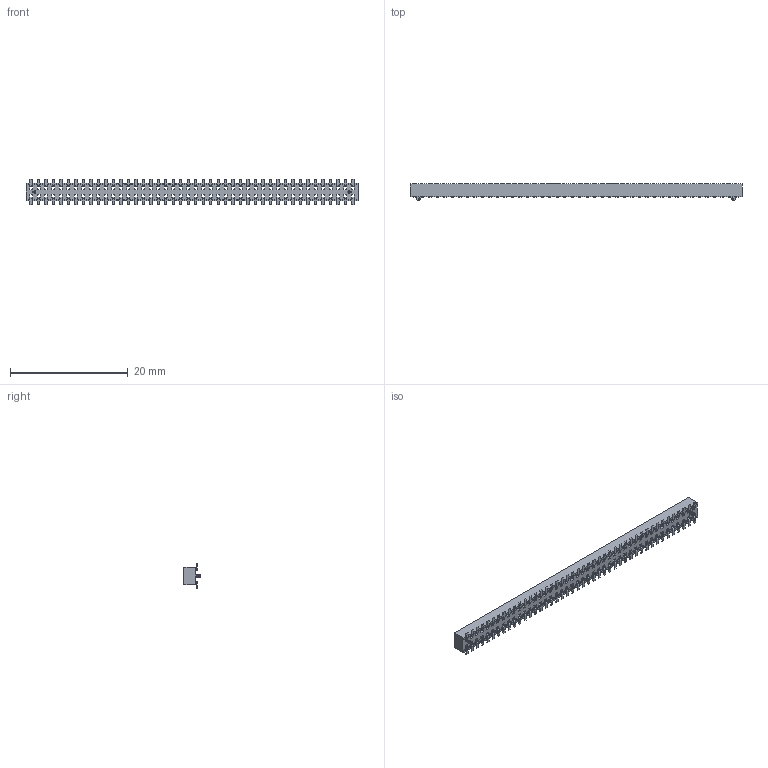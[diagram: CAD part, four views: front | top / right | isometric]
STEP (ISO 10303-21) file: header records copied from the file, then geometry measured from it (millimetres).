
FILE_DESCRIPTION( ( 'STEP AP214' ), '1' );
FILE_NAME( 'CLP-144-02-G-D-A.stp', '2020-05-04T01:39:46', ( 'License CC BY-ND 4.0' ), ( 'CADENAS' ), ' ', 'PARTsolutions', ' ' );
FILE_SCHEMA( ( 'AUTOMOTIVE_DESIGN { 1 0 10303 214 1 1 1 1 }' ) );
Length unit declared in the file: inch
Products named in the file (4): CLP-144-02-G-D-A; _CLP-144-2-G-D-A_terminal; _C-106-22-144_Pin; _CLP_ap
Assembly tree (5 placements, depth 2):
  CLP-144-02-G-D-A
    _CLP-144-2-G-D-A_terminal
    _C-106-22-144_Pin  x2
    _CLP_ap  x2
Bounding box: 56.31 x 2.77 x 4.32 mm (x, y, z)
Volume: 316.6 mm3; surface area: 1139.9 mm2
Topology: 5 solids, 5 shells, 1122 faces, 3328 edges, 2216 vertices
Faces by surface type: plane 946, cylinder 176
Entity records: 30866 total; most frequent: CARTESIAN_POINT 4420, ORIENTED_EDGE 4408, DIRECTION 3876, EDGE_CURVE 2204, LINE 2028, VECTOR 2028, VERTEX_POINT 1468, AXIS2_PLACEMENT_3D 924
